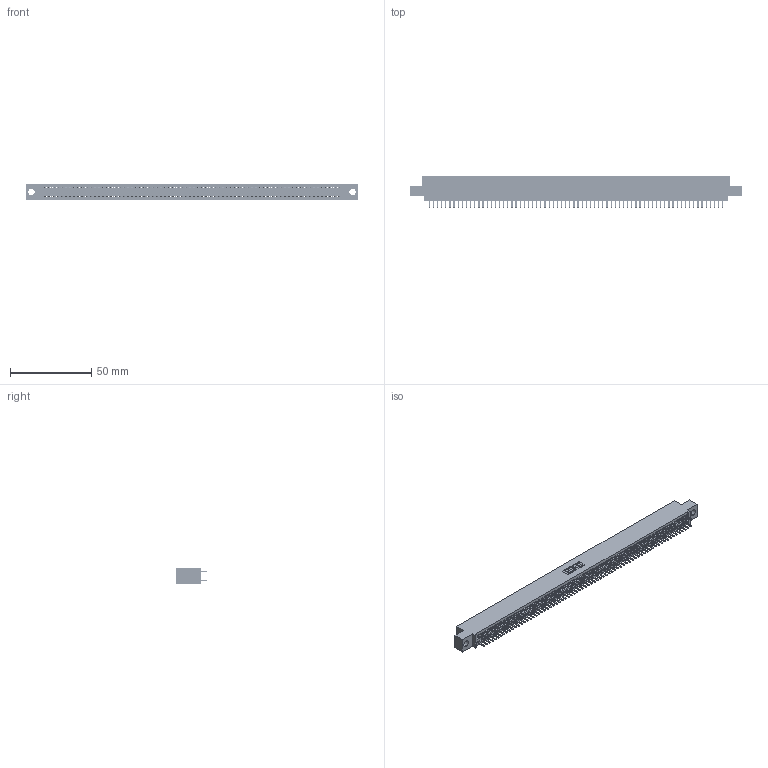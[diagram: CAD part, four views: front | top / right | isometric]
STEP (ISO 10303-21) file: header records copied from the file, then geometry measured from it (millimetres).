
FILE_DESCRIPTION (( 'STEP AP203' ), '1' );
FILE_NAME ('345-144-520-504.STEP', '2018-10-22T15:20:47', ( '' ), ( '' ), 'SwSTEP 2.0', 'SolidWorks 2016', '' );
FILE_SCHEMA (( 'CONFIG_CONTROL_DESIGN' ));
Length unit declared in the file: inch
Products named in the file (3): 345-292-001_345-293-120; 345-144-520-504; 345 Part_0.110 Offset - 0.156 Dia-TH
Assembly tree (145 placements, depth 2):
  345-144-520-504
    345 Part_0.110 Offset - 0.156 Dia-TH
    345-292-001_345-293-120  x144
Bounding box: 204.09 x 19.68 x 9.4 mm (x, y, z)
Volume: 19879.4 mm3; surface area: 29739.4 mm2
Topology: 145 solids, 145 shells, 7906 faces, 22961 edges, 14922 vertices
Faces by surface type: plane 5124, cylinder 2782
Entity records: 52703 total; most frequent: CARTESIAN_POINT 8820, ORIENTED_EDGE 8742, DIRECTION 7727, EDGE_CURVE 4371, VECTOR 3947, LINE 3947, VERTEX_POINT 2910, AXIS2_PLACEMENT_3D 1890
